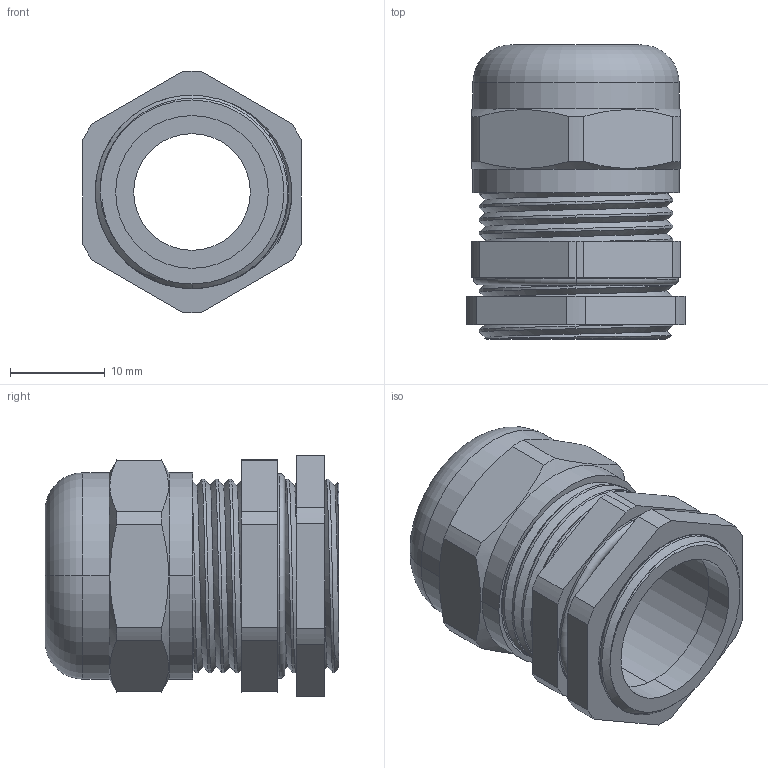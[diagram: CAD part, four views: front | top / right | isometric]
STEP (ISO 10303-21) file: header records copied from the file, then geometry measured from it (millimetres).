
FILE_DESCRIPTION (( 'STEP AP203' ), '1' );
FILE_NAME ('BSBCX-04.step', '2016-02-11T13:29:48', ( '' ), ( '' ), 'SwSTEP 2.0', 'SolidWorks 2015', '' );
FILE_SCHEMA (( 'CONFIG_CONTROL_DESIGN' ));
Length unit declared in the file: millimetre
Products named in the file (1): BSBCX-04
Bounding box: 23 x 31 x 25.5 mm (x, y, z)
Volume: 5551.3 mm3; surface area: 10079.1 mm2
Topology: 6 solids, 6 shells, 254 faces, 700 edges, 461 vertices
Faces by surface type: plane 135, cylinder 86, torus 12, bspline 11, cone 10
Entity records: 12399 total; most frequent: CARTESIAN_POINT 6011, ORIENTED_EDGE 1400, DIRECTION 1280, EDGE_CURVE 700, AXIS2_PLACEMENT_3D 470, VERTEX_POINT 461, LINE 340, VECTOR 340
